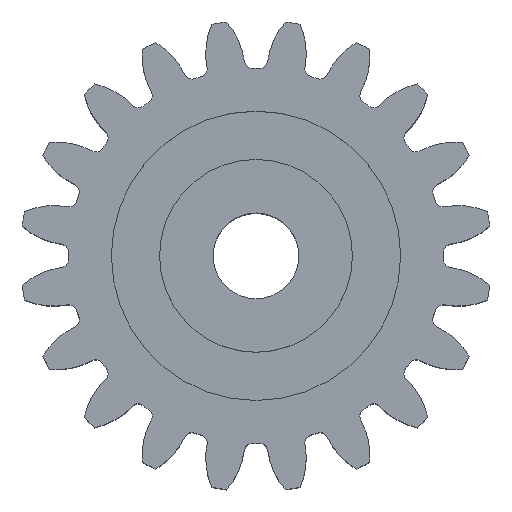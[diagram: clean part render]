
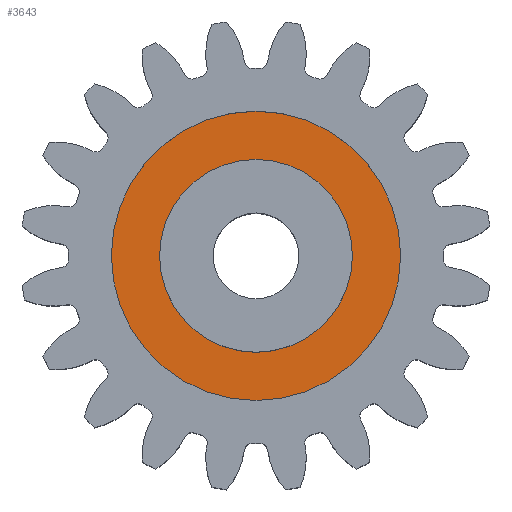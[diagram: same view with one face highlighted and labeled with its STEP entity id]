
A CAD part, top view. The second image highlights one B-rep face of the part: STEP entity #3643.
In plain terms, the highlighted planar face has unit normal (0, 0, 1).
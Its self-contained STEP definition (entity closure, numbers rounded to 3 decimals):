
#658 = CARTESIAN_POINT ( 'NONE',  ( 6.75, 0., 7.5 ) ) ;
#676 = DIRECTION ( 'NONE',  ( -1., 0., 0. ) ) ;
#677 = AXIS2_PLACEMENT_3D ( 'NONE', #684, #725, #676 ) ;
#684 = CARTESIAN_POINT ( 'NONE',  ( 0., 0., 7.5 ) ) ;
#697 = CIRCLE ( 'NONE', #677, 4.5 ) ;
#725 = DIRECTION ( 'NONE',  ( 0., 0., -1. ) ) ;
#757 = CARTESIAN_POINT ( 'NONE',  ( 4.5, 0., 7.5 ) ) ;
#795 = DIRECTION ( 'NONE',  ( 0., 0., -1. ) ) ;
#823 = CARTESIAN_POINT ( 'NONE',  ( 0., 0., 7.5 ) ) ;
#824 = AXIS2_PLACEMENT_3D ( 'NONE', #835, #795, #868 ) ;
#835 = CARTESIAN_POINT ( 'NONE',  ( 0., 0., 7.5 ) ) ;
#863 = DIRECTION ( 'NONE',  ( -1., 0., 0. ) ) ;
#864 = DIRECTION ( 'NONE',  ( 0., 0., -1. ) ) ;
#865 = CARTESIAN_POINT ( 'NONE',  ( 0., 0., 7.5 ) ) ;
#866 = AXIS2_PLACEMENT_3D ( 'NONE', #865, #864, #863 ) ;
#868 = DIRECTION ( 'NONE',  ( -1., 0., 0. ) ) ;
#869 = CIRCLE ( 'NONE', #866, 4.5 ) ;
#872 = PLANE ( 'NONE',  #824 ) ;
#875 = DIRECTION ( 'NONE',  ( -1., 0., 0. ) ) ;
#876 = DIRECTION ( 'NONE',  ( 0., 0., -1. ) ) ;
#877 = AXIS2_PLACEMENT_3D ( 'NONE', #823, #876, #875 ) ;
#878 = CIRCLE ( 'NONE', #877, 6.75 ) ;
#882 = FACE_OUTER_BOUND ( 'NONE', #3580, .T. ) ;
#883 = FACE_BOUND ( 'NONE', #3640, .T. ) ;
#1055 = CARTESIAN_POINT ( 'NONE',  ( -6.75, 0., 7.5 ) ) ;
#1057 = DIRECTION ( 'NONE',  ( -1., 0., 0. ) ) ;
#1058 = DIRECTION ( 'NONE',  ( 0., 0., -1. ) ) ;
#1088 = CARTESIAN_POINT ( 'NONE',  ( 0., 0., 7.5 ) ) ;
#1097 = AXIS2_PLACEMENT_3D ( 'NONE', #1088, #1058, #1057 ) ;
#1103 = CIRCLE ( 'NONE', #1097, 6.75 ) ;
#1112 = CARTESIAN_POINT ( 'NONE',  ( -4.5, 0., 7.5 ) ) ;
#3580 = EDGE_LOOP ( 'NONE', ( #3584, #3597 ) ) ;
#3584 = ORIENTED_EDGE ( 'NONE', *, *, #3641, .F. ) ;
#3597 = ORIENTED_EDGE ( 'NONE', *, *, #3794, .F. ) ;
#3640 = EDGE_LOOP ( 'NONE', ( #3645, #3647 ) ) ;
#3641 = EDGE_CURVE ( 'NONE', #3796, #3690, #878, .T. ) ;
#3643 = ADVANCED_FACE ( 'NONE', ( #883, #882 ), #872, .F. ) ;
#3644 = EDGE_CURVE ( 'NONE', #3750, #3781, #869, .T. ) ;
#3645 = ORIENTED_EDGE ( 'NONE', *, *, #3728, .T. ) ;
#3647 = ORIENTED_EDGE ( 'NONE', *, *, #3644, .T. ) ;
#3690 = VERTEX_POINT ( 'NONE', #658 ) ;
#3728 = EDGE_CURVE ( 'NONE', #3781, #3750, #697, .T. ) ;
#3750 = VERTEX_POINT ( 'NONE', #757 ) ;
#3781 = VERTEX_POINT ( 'NONE', #1112 ) ;
#3794 = EDGE_CURVE ( 'NONE', #3690, #3796, #1103, .T. ) ;
#3796 = VERTEX_POINT ( 'NONE', #1055 ) ;
